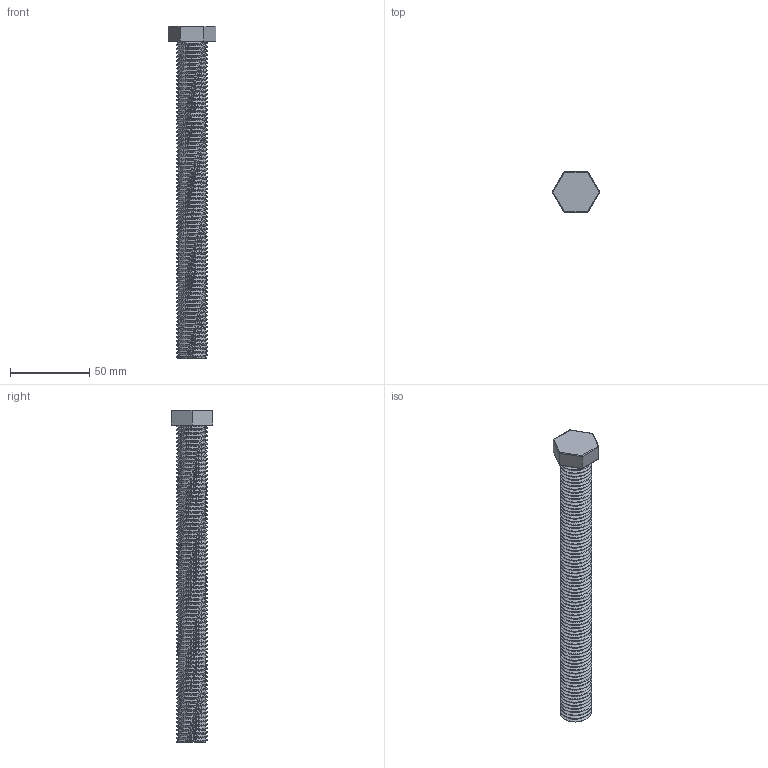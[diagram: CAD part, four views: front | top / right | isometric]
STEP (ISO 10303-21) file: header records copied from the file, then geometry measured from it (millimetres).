
FILE_DESCRIPTION(/* description */ (''),/* implementation_level */ '2;1');
FILE_NAME(/* name */ 'shaft v1.step',/* time_stamp */ '2025-07-29T10:18:24-04:00',/* author */ (''),/* organization */ (''),/* preprocessor_version */ 'ST-DEVELOPER v20.1',/* originating_system */ 'Autodesk Translation Framework v14.10.0.0',/* authorisation */ '');
FILE_SCHEMA (('AUTOMOTIVE_DESIGN { 1 0 10303 214 3 1 1 }'));
Length unit declared in the file: millimetre
Products named in the file (1): shaft
Bounding box: 30.02 x 26 x 210 mm (x, y, z)
Volume: 58427.2 mm3; surface area: 21094.7 mm2
Topology: 1 solids, 1 shells, 185 faces, 534 edges, 352 vertices
Faces by surface type: cylinder 174, plane 9, bspline 2
Full cylindrical faces by diameter (mm): 16.938 x77, 19.791 x72
Entity records: 17051 total; most frequent: CARTESIAN_POINT 12797, ORIENTED_EDGE 1068, DIRECTION 590, EDGE_CURVE 534, VERTEX_POINT 352, B_SPLINE_CURVE_WITH_KNOTS 328, AXIS2_PLACEMENT_3D 200, LINE 190
